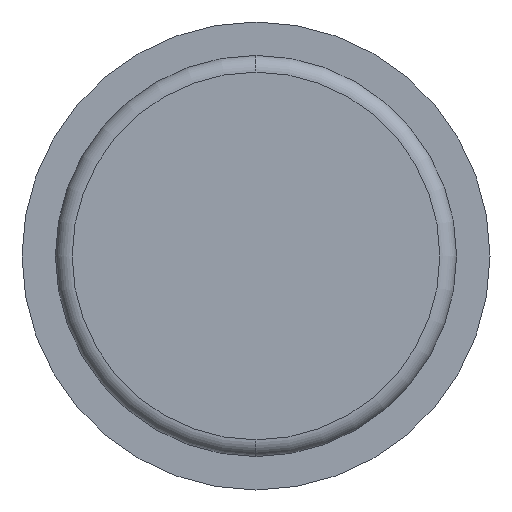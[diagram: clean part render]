
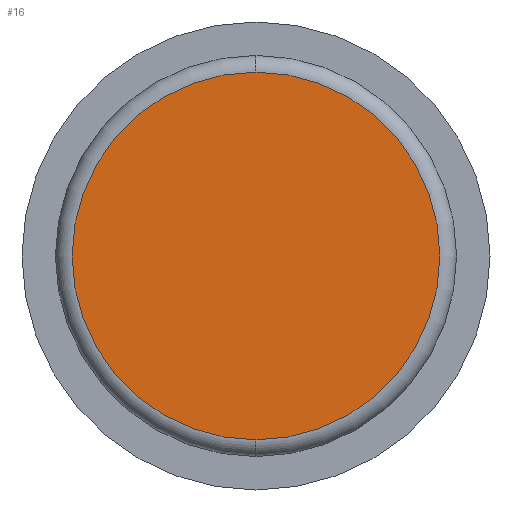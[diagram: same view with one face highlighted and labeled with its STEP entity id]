
A CAD part, left-side view. The second image highlights one B-rep face of the part: STEP entity #16.
In plain terms, the highlighted planar face has unit normal (-1, 0, 0).
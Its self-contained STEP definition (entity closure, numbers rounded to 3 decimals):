
#16 = ADVANCED_FACE ( 'NONE', ( #107 ), #251, .F. ) ;
#35 = VERTEX_POINT ( 'NONE', #821 ) ;
#107 = FACE_OUTER_BOUND ( 'NONE', #389, .T. ) ;
#116 = DIRECTION ( 'NONE',  ( 0., 0., -1. ) ) ;
#128 = EDGE_CURVE ( 'NONE', #35, #333, #743, .T. ) ;
#174 = ORIENTED_EDGE ( 'NONE', *, *, #128, .T. ) ;
#213 = EDGE_CURVE ( 'NONE', #333, #35, #406, .T. ) ;
#251 = PLANE ( 'NONE',  #272 ) ;
#272 = AXIS2_PLACEMENT_3D ( 'NONE', #384, #774, #366 ) ;
#313 = DIRECTION ( 'NONE',  ( -1., 0., 0. ) ) ;
#333 = VERTEX_POINT ( 'NONE', #829 ) ;
#357 = CARTESIAN_POINT ( 'NONE',  ( -275., 0., 0. ) ) ;
#358 = AXIS2_PLACEMENT_3D ( 'NONE', #357, #495, #371 ) ;
#366 = DIRECTION ( 'NONE',  ( 0., 0., -1. ) ) ;
#371 = DIRECTION ( 'NONE',  ( 0., 0., -1. ) ) ;
#384 = CARTESIAN_POINT ( 'NONE',  ( -275., 60., 0. ) ) ;
#389 = EDGE_LOOP ( 'NONE', ( #659, #174 ) ) ;
#406 = CIRCLE ( 'NONE', #702, 55. ) ;
#495 = DIRECTION ( 'NONE',  ( -1., 0., 0. ) ) ;
#659 = ORIENTED_EDGE ( 'NONE', *, *, #213, .T. ) ;
#702 = AXIS2_PLACEMENT_3D ( 'NONE', #713, #313, #116 ) ;
#713 = CARTESIAN_POINT ( 'NONE',  ( -275., 0., 0. ) ) ;
#743 = CIRCLE ( 'NONE', #358, 55. ) ;
#774 = DIRECTION ( 'NONE',  ( 1., 0., 0. ) ) ;
#821 = CARTESIAN_POINT ( 'NONE',  ( -275., 0., 55. ) ) ;
#829 = CARTESIAN_POINT ( 'NONE',  ( -275., 0., -55. ) ) ;
